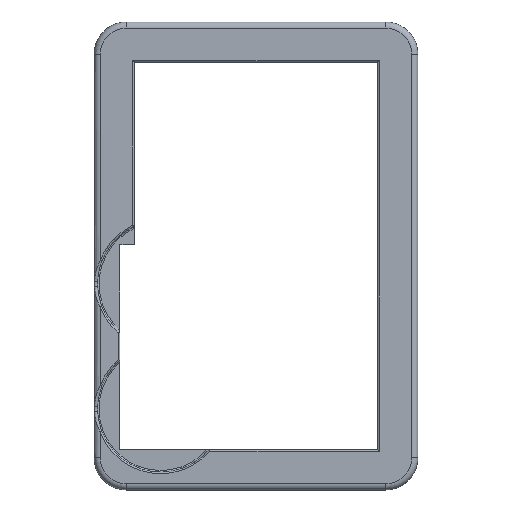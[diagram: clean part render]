
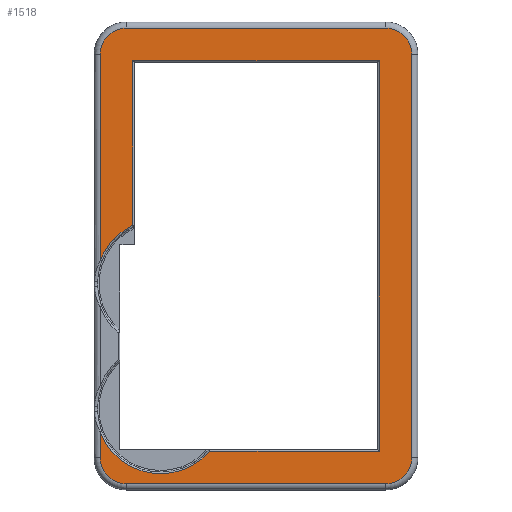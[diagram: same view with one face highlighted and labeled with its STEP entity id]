
A CAD part, top view. The second image highlights one B-rep face of the part: STEP entity #1518.
In plain terms, the highlighted planar face has unit normal (0, 0, 1).
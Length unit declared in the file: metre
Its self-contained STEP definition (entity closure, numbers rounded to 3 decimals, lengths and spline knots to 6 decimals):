
#59=PLANE('',#1643);
#121=CIRCLE('',#1644,0.0161);
#122=CIRCLE('',#1645,0.0065);
#123=CIRCLE('',#1646,0.0065);
#124=CIRCLE('',#1647,0.0065);
#125=CIRCLE('',#1648,0.0065);
#126=CIRCLE('',#1649,0.0161);
#285=ORIENTED_EDGE('',*,*,#720,.T.);
#286=ORIENTED_EDGE('',*,*,#721,.T.);
#287=ORIENTED_EDGE('',*,*,#722,.T.);
#288=ORIENTED_EDGE('',*,*,#723,.T.);
#289=ORIENTED_EDGE('',*,*,#724,.T.);
#290=ORIENTED_EDGE('',*,*,#725,.T.);
#291=ORIENTED_EDGE('',*,*,#726,.T.);
#292=ORIENTED_EDGE('',*,*,#727,.T.);
#293=ORIENTED_EDGE('',*,*,#728,.T.);
#294=ORIENTED_EDGE('',*,*,#729,.T.);
#295=ORIENTED_EDGE('',*,*,#730,.T.);
#296=ORIENTED_EDGE('',*,*,#731,.T.);
#297=ORIENTED_EDGE('',*,*,#732,.T.);
#298=ORIENTED_EDGE('',*,*,#733,.T.);
#299=ORIENTED_EDGE('',*,*,#734,.T.);
#720=EDGE_CURVE('',#932,#933,#1069,.T.);
#721=EDGE_CURVE('',#933,#934,#121,.F.);
#722=EDGE_CURVE('',#934,#935,#1070,.T.);
#723=EDGE_CURVE('',#935,#936,#122,.T.);
#724=EDGE_CURVE('',#936,#937,#1071,.T.);
#725=EDGE_CURVE('',#937,#938,#123,.T.);
#726=EDGE_CURVE('',#938,#939,#1072,.F.);
#727=EDGE_CURVE('',#939,#940,#124,.T.);
#728=EDGE_CURVE('',#940,#941,#1073,.F.);
#729=EDGE_CURVE('',#941,#942,#125,.T.);
#730=EDGE_CURVE('',#942,#943,#1074,.T.);
#731=EDGE_CURVE('',#943,#944,#126,.F.);
#732=EDGE_CURVE('',#944,#945,#1075,.T.);
#733=EDGE_CURVE('',#945,#946,#1076,.T.);
#734=EDGE_CURVE('',#946,#932,#1077,.T.);
#932=VERTEX_POINT('',#2435);
#933=VERTEX_POINT('',#2436);
#934=VERTEX_POINT('',#2438);
#935=VERTEX_POINT('',#2440);
#936=VERTEX_POINT('',#2442);
#937=VERTEX_POINT('',#2444);
#938=VERTEX_POINT('',#2446);
#939=VERTEX_POINT('',#2448);
#940=VERTEX_POINT('',#2450);
#941=VERTEX_POINT('',#2452);
#942=VERTEX_POINT('',#2454);
#943=VERTEX_POINT('',#2456);
#944=VERTEX_POINT('',#2458);
#945=VERTEX_POINT('',#2460);
#946=VERTEX_POINT('',#2462);
#1069=LINE('',#2434,#1195);
#1070=LINE('',#2439,#1196);
#1071=LINE('',#2443,#1197);
#1072=LINE('',#2447,#1198);
#1073=LINE('',#2451,#1199);
#1074=LINE('',#2455,#1200);
#1075=LINE('',#2459,#1201);
#1076=LINE('',#2461,#1202);
#1077=LINE('',#2463,#1203);
#1195=VECTOR('',#1913,1.);
#1196=VECTOR('',#1916,1.);
#1197=VECTOR('',#1919,1.);
#1198=VECTOR('',#1922,1.);
#1199=VECTOR('',#1925,1.);
#1200=VECTOR('',#1928,1.);
#1201=VECTOR('',#1931,1.);
#1202=VECTOR('',#1932,1.);
#1203=VECTOR('',#1933,1.);
#1278=EDGE_LOOP('',(#285,#286,#287,#288,#289,#290,#291,#292,#293,#294,#295,
#296,#297,#298,#299));
#1382=FACE_BOUND('',#1278,.T.);
#1518=ADVANCED_FACE('',(#1382),#59,.T.);
#1643=AXIS2_PLACEMENT_3D('',#2433,#1911,#1912);
#1644=AXIS2_PLACEMENT_3D('',#2437,#1914,#1915);
#1645=AXIS2_PLACEMENT_3D('',#2441,#1917,#1918);
#1646=AXIS2_PLACEMENT_3D('',#2445,#1920,#1921);
#1647=AXIS2_PLACEMENT_3D('',#2449,#1923,#1924);
#1648=AXIS2_PLACEMENT_3D('',#2453,#1926,#1927);
#1649=AXIS2_PLACEMENT_3D('',#2457,#1929,#1930);
#1911=DIRECTION('',(0.,0.,1.));
#1912=DIRECTION('',(1.,0.,0.));
#1913=DIRECTION('',(-1.,0.,0.));
#1914=DIRECTION('',(0.,0.,1.));
#1915=DIRECTION('',(1.,0.,0.));
#1916=DIRECTION('',(0.,-1.,0.));
#1917=DIRECTION('',(0.,0.,1.));
#1918=DIRECTION('',(1.,0.,0.));
#1919=DIRECTION('',(1.,0.,0.));
#1920=DIRECTION('',(0.,0.,1.));
#1921=DIRECTION('',(1.,0.,0.));
#1922=DIRECTION('',(0.,-1.,0.));
#1923=DIRECTION('',(0.,0.,1.));
#1924=DIRECTION('',(1.,0.,0.));
#1925=DIRECTION('',(1.,0.,0.));
#1926=DIRECTION('',(0.,0.,1.));
#1927=DIRECTION('',(1.,0.,0.));
#1928=DIRECTION('',(0.,-1.,0.));
#1929=DIRECTION('',(0.,0.,1.));
#1930=DIRECTION('',(1.,0.,0.));
#1931=DIRECTION('',(0.,1.,0.));
#1932=DIRECTION('',(1.,0.,0.));
#1933=DIRECTION('',(0.,-1.,0.));
#2433=CARTESIAN_POINT('',(0.001786,0.,0.01944));
#2434=CARTESIAN_POINT('',(-0.00983,-0.048425,0.01944));
#2435=CARTESIAN_POINT('',(0.03235,-0.048425,0.01944));
#2436=CARTESIAN_POINT('',(-0.009646,-0.048425,0.01944));
#2437=CARTESIAN_POINT('',(-0.021825,-0.037895,0.01944));
#2438=CARTESIAN_POINT('',(-0.03685,-0.043679,0.01944));
#2439=CARTESIAN_POINT('',(-0.03685,-0.049997,0.01944));
#2440=CARTESIAN_POINT('',(-0.03685,-0.049997,0.01944));
#2441=CARTESIAN_POINT('',(-0.03035,-0.049997,0.01944));
#2442=CARTESIAN_POINT('',(-0.03035,-0.056497,0.01944));
#2443=CARTESIAN_POINT('',(0.033922,-0.056497,0.01944));
#2444=CARTESIAN_POINT('',(0.033922,-0.056497,0.01944));
#2445=CARTESIAN_POINT('',(0.033922,-0.049997,0.01944));
#2446=CARTESIAN_POINT('',(0.040422,-0.049997,0.01944));
#2447=CARTESIAN_POINT('',(0.040422,0.,0.01944));
#2448=CARTESIAN_POINT('',(0.040422,0.049997,0.01944));
#2449=CARTESIAN_POINT('',(0.033922,0.049997,0.01944));
#2450=CARTESIAN_POINT('',(0.033922,0.056497,0.01944));
#2451=CARTESIAN_POINT('',(0.001786,0.056497,0.01944));
#2452=CARTESIAN_POINT('',(-0.03035,0.056497,0.01944));
#2453=CARTESIAN_POINT('',(-0.03035,0.049997,0.01944));
#2454=CARTESIAN_POINT('',(-0.03685,0.049997,0.01944));
#2455=CARTESIAN_POINT('',(-0.03685,-0.049997,0.01944));
#2456=CARTESIAN_POINT('',(-0.03685,-0.001161,0.01944));
#2457=CARTESIAN_POINT('',(-0.021825,-0.006945,0.01944));
#2458=CARTESIAN_POINT('',(-0.028778,0.007576,0.01944));
#2459=CARTESIAN_POINT('',(-0.028778,0.048025,0.01944));
#2460=CARTESIAN_POINT('',(-0.028778,0.048425,0.01944));
#2461=CARTESIAN_POINT('',(0.03195,0.048425,0.01944));
#2462=CARTESIAN_POINT('',(0.03235,0.048425,0.01944));
#2463=CARTESIAN_POINT('',(0.03235,-0.048025,0.01944));
